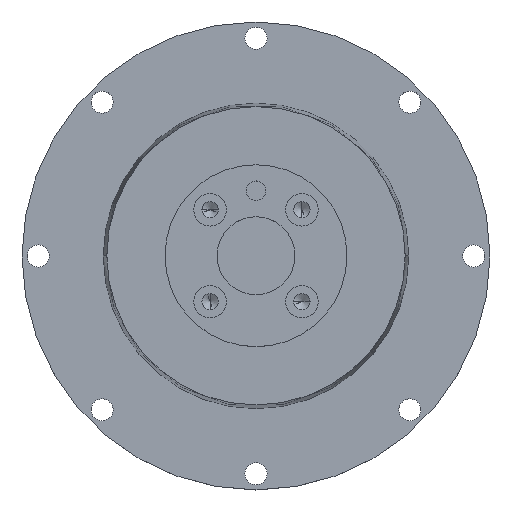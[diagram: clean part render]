
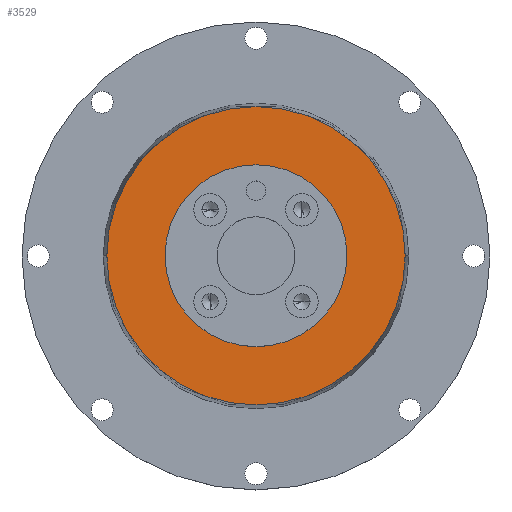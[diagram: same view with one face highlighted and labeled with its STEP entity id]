
A CAD part, top view. The second image highlights one B-rep face of the part: STEP entity #3529.
In plain terms, the highlighted planar face has unit normal (0, 0, 1).
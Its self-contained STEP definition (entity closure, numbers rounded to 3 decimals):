
#312 = CARTESIAN_POINT ( 'NONE',  ( 14., 0., 33.5 ) ) ;
#548 = ORIENTED_EDGE ( 'NONE', *, *, #1899, .F. ) ;
#597 = ORIENTED_EDGE ( 'NONE', *, *, #617, .F. ) ;
#617 = EDGE_CURVE ( 'NONE', #3611, #3059, #1702, .T. ) ;
#832 = VERTEX_POINT ( 'NONE', #1716 ) ;
#1030 = ORIENTED_EDGE ( 'NONE', *, *, #3471, .T. ) ;
#1262 = VERTEX_POINT ( 'NONE', #4266 ) ;
#1331 = ORIENTED_EDGE ( 'NONE', *, *, #1491, .T. ) ;
#1358 = FACE_OUTER_BOUND ( 'NONE', #3347, .T. ) ;
#1491 = EDGE_CURVE ( 'NONE', #1262, #832, #1509, .T. ) ;
#1509 = CIRCLE ( 'NONE', #2417, 22.954 ) ;
#1635 = AXIS2_PLACEMENT_3D ( 'NONE', #2482, #4424, #3636 ) ;
#1702 = CIRCLE ( 'NONE', #2125, 14. ) ;
#1716 = CARTESIAN_POINT ( 'NONE',  ( -22.954, 0., 33.5 ) ) ;
#1899 = EDGE_CURVE ( 'NONE', #3059, #3611, #3541, .T. ) ;
#2125 = AXIS2_PLACEMENT_3D ( 'NONE', #3159, #3153, #3141 ) ;
#2417 = AXIS2_PLACEMENT_3D ( 'NONE', #4777, #4790, #4815 ) ;
#2423 = EDGE_LOOP ( 'NONE', ( #548, #597 ) ) ;
#2482 = CARTESIAN_POINT ( 'NONE',  ( 0., 0., 33.5 ) ) ;
#2573 = DIRECTION ( 'NONE',  ( 1., 0., 0. ) ) ;
#2583 = CARTESIAN_POINT ( 'NONE',  ( 0., 0., 33.5 ) ) ;
#2612 = DIRECTION ( 'NONE',  ( 0., 0., 1. ) ) ;
#3013 = CARTESIAN_POINT ( 'NONE',  ( 0., 22.954, 33.5 ) ) ;
#3035 = PLANE ( 'NONE',  #4869 ) ;
#3059 = VERTEX_POINT ( 'NONE', #312 ) ;
#3100 = DIRECTION ( 'NONE',  ( 0., 0., -1. ) ) ;
#3141 = DIRECTION ( 'NONE',  ( 1., 0., 0. ) ) ;
#3153 = DIRECTION ( 'NONE',  ( 0., 0., 1. ) ) ;
#3159 = CARTESIAN_POINT ( 'NONE',  ( 0., 0., 33.5 ) ) ;
#3163 = DIRECTION ( 'NONE',  ( -1., 0., 0. ) ) ;
#3347 = EDGE_LOOP ( 'NONE', ( #1030, #1331 ) ) ;
#3363 = FACE_BOUND ( 'NONE', #2423, .T. ) ;
#3471 = EDGE_CURVE ( 'NONE', #832, #1262, #4465, .T. ) ;
#3529 = ADVANCED_FACE ( 'NONE', ( #3363, #1358 ), #3035, .F. ) ;
#3541 = CIRCLE ( 'NONE', #1635, 14. ) ;
#3611 = VERTEX_POINT ( 'NONE', #3735 ) ;
#3636 = DIRECTION ( 'NONE',  ( 1., 0., 0. ) ) ;
#3735 = CARTESIAN_POINT ( 'NONE',  ( -14., 0., 33.5 ) ) ;
#4213 = AXIS2_PLACEMENT_3D ( 'NONE', #2583, #2612, #2573 ) ;
#4266 = CARTESIAN_POINT ( 'NONE',  ( 22.954, 0., 33.5 ) ) ;
#4424 = DIRECTION ( 'NONE',  ( 0., 0., 1. ) ) ;
#4465 = CIRCLE ( 'NONE', #4213, 22.954 ) ;
#4777 = CARTESIAN_POINT ( 'NONE',  ( 0., 0., 33.5 ) ) ;
#4790 = DIRECTION ( 'NONE',  ( 0., 0., 1. ) ) ;
#4815 = DIRECTION ( 'NONE',  ( 1., 0., 0. ) ) ;
#4869 = AXIS2_PLACEMENT_3D ( 'NONE', #3013, #3100, #3163 ) ;
